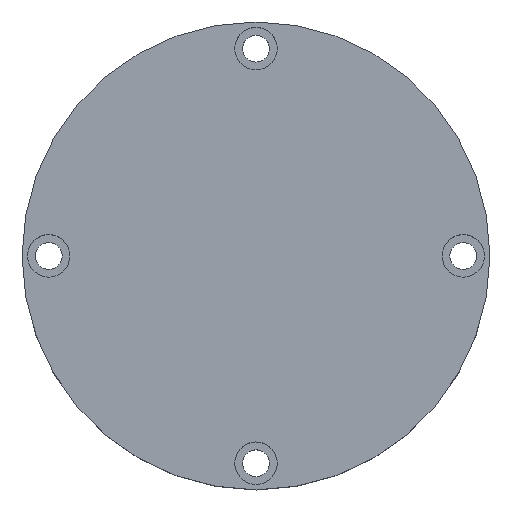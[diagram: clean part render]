
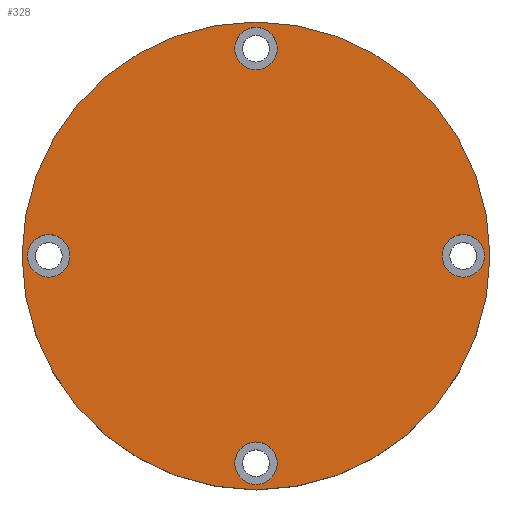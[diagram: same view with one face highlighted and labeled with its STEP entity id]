
A CAD part, top view. The second image highlights one B-rep face of the part: STEP entity #328.
In plain terms, the highlighted planar face has unit normal (0, 0, 1).
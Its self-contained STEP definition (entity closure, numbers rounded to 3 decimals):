
#24=FACE_BOUND('',#78,.T.);
#25=FACE_BOUND('',#79,.T.);
#26=FACE_BOUND('',#80,.T.);
#27=FACE_BOUND('',#81,.T.);
#34=PLANE('',#385);
#51=FACE_OUTER_BOUND('',#77,.T.);
#77=EDGE_LOOP('',(#297));
#78=EDGE_LOOP('',(#298));
#79=EDGE_LOOP('',(#299));
#80=EDGE_LOOP('',(#300));
#81=EDGE_LOOP('',(#301));
#118=CIRCLE('',#344,2.);
#121=CIRCLE('',#349,2.);
#125=CIRCLE('',#355,2.);
#129=CIRCLE('',#361,2.);
#143=CIRCLE('',#384,22.);
#144=VERTEX_POINT('',#494);
#148=VERTEX_POINT('',#506);
#153=VERTEX_POINT('',#520);
#158=VERTEX_POINT('',#534);
#169=VERTEX_POINT('',#576);
#170=EDGE_CURVE('',#144,#144,#118,.T.);
#176=EDGE_CURVE('',#148,#148,#121,.T.);
#183=EDGE_CURVE('',#153,#153,#125,.T.);
#190=EDGE_CURVE('',#158,#158,#129,.T.);
#212=EDGE_CURVE('',#169,#169,#143,.T.);
#297=ORIENTED_EDGE('',*,*,#212,.T.);
#298=ORIENTED_EDGE('',*,*,#170,.T.);
#299=ORIENTED_EDGE('',*,*,#176,.T.);
#300=ORIENTED_EDGE('',*,*,#183,.T.);
#301=ORIENTED_EDGE('',*,*,#190,.T.);
#328=ADVANCED_FACE('',(#51,#24,#25,#26,#27),#34,.T.);
#344=AXIS2_PLACEMENT_3D('',#495,#390,#391);
#349=AXIS2_PLACEMENT_3D('',#507,#403,#404);
#355=AXIS2_PLACEMENT_3D('',#521,#418,#419);
#361=AXIS2_PLACEMENT_3D('',#535,#433,#434);
#384=AXIS2_PLACEMENT_3D('',#577,#487,#488);
#385=AXIS2_PLACEMENT_3D('',#579,#490,#491);
#390=DIRECTION('center_axis',(0.,0.,-1.));
#391=DIRECTION('ref_axis',(-1.,0.,0.));
#403=DIRECTION('center_axis',(0.,0.,-1.));
#404=DIRECTION('ref_axis',(-1.,0.,0.));
#418=DIRECTION('center_axis',(0.,0.,-1.));
#419=DIRECTION('ref_axis',(-1.,0.,0.));
#433=DIRECTION('center_axis',(0.,0.,-1.));
#434=DIRECTION('ref_axis',(-1.,0.,0.));
#487=DIRECTION('center_axis',(0.,0.,1.));
#488=DIRECTION('ref_axis',(1.,0.,0.));
#490=DIRECTION('center_axis',(0.,0.,1.));
#491=DIRECTION('ref_axis',(1.,0.,0.));
#494=CARTESIAN_POINT('',(-17.5,0.,3.));
#495=CARTESIAN_POINT('Origin',(-19.5,0.,3.));
#506=CARTESIAN_POINT('',(21.5,0.,3.));
#507=CARTESIAN_POINT('Origin',(19.5,0.,3.));
#520=CARTESIAN_POINT('',(2.,19.5,3.));
#521=CARTESIAN_POINT('Origin',(0.,19.5,3.));
#534=CARTESIAN_POINT('',(2.,-19.5,3.));
#535=CARTESIAN_POINT('Origin',(0.,-19.5,3.));
#576=CARTESIAN_POINT('',(-22.,0.,3.));
#577=CARTESIAN_POINT('Origin',(0.,0.,3.));
#579=CARTESIAN_POINT('Origin',(0.,0.,3.));
